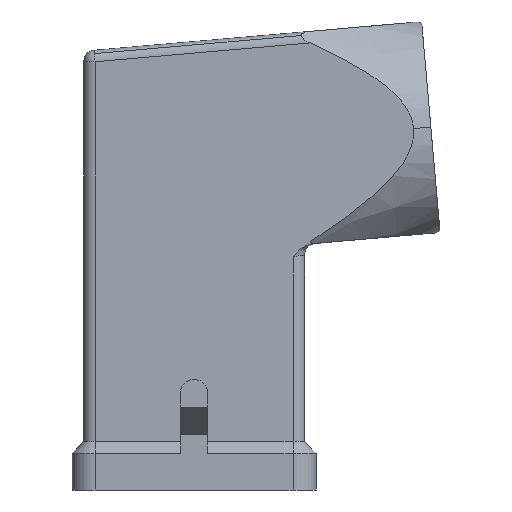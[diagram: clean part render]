
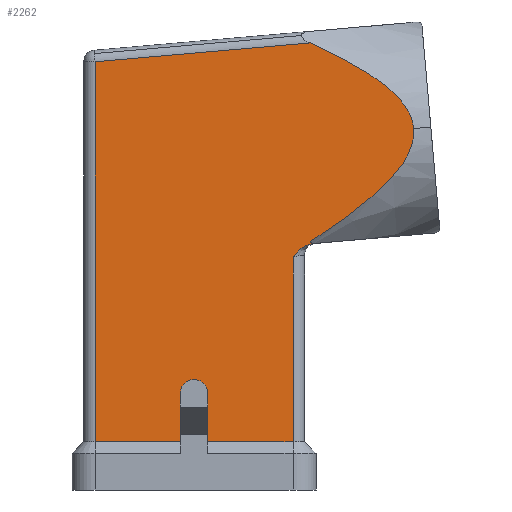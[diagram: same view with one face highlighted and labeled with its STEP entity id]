
A CAD part, front view. The second image highlights one B-rep face of the part: STEP entity #2262.
In plain terms, the highlighted planar face has unit normal (0, -1, 0).
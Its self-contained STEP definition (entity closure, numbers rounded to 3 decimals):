
#461=CARTESIAN_POINT('',(23.855,-12.,39.263));
#462=VERTEX_POINT('',#461);
#557=CARTESIAN_POINT('',(12.611,-12.,48.568));
#558=VERTEX_POINT('',#557);
#572=CARTESIAN_POINT('',(23.855,-12.,39.263));
#573=CARTESIAN_POINT('',(23.469,-12.,43.674));
#574=CARTESIAN_POINT('',(12.611,-12.,48.568));
#582=(BOUNDED_CURVE()B_SPLINE_CURVE(2,(#572,#573,#574),.UNSPECIFIED.,.F.,.U.)B_SPLINE_CURVE_WITH_KNOTS((3,3),(1.969,3.654),.UNSPECIFIED.)CURVE()GEOMETRIC_REPRESENTATION_ITEM()RATIONAL_B_SPLINE_CURVE((1.228,1.228,1.061))REPRESENTATION_ITEM(''));
#583=EDGE_CURVE('',#462,#558,#582,.T.);
#1212=CARTESIAN_POINT('',(-10.75,-12.,46.525));
#1213=VERTEX_POINT('',#1212);
#1487=CARTESIAN_POINT('',(-10.75,-12.,46.525));
#1488=DIRECTION('',(0.996,0.,0.087));
#1489=VECTOR('',#1488,23.45);
#1490=LINE('',#1487,#1489);
#1491=EDGE_CURVE('',#1213,#558,#1490,.T.);
#1599=CARTESIAN_POINT('',(12.718,-12.,26.742));
#1600=VERTEX_POINT('',#1599);
#1608=CARTESIAN_POINT('',(10.75,-12.,25.318));
#1609=VERTEX_POINT('',#1608);
#1610=CARTESIAN_POINT('',(12.718,-12.,26.742));
#1611=CARTESIAN_POINT('',(12.544,-12.,26.718));
#1612=CARTESIAN_POINT('',(12.355,-12.,26.664));
#1613=CARTESIAN_POINT('',(11.872,-12.,26.435));
#1614=CARTESIAN_POINT('',(11.631,-12.,26.246));
#1615=CARTESIAN_POINT('',(11.187,-12.,25.834));
#1616=CARTESIAN_POINT('',(10.97,-12.,25.578));
#1617=CARTESIAN_POINT('',(10.753,-12.,25.322));
#1618=CARTESIAN_POINT('',(10.752,-12.,25.32));
#1619=CARTESIAN_POINT('',(10.75,-12.,25.318));
#1620=B_SPLINE_CURVE_WITH_KNOTS('',3,(#1610,#1611,#1612,#1613,#1614,#1615,#1616,#1617,#1618,#1619),.UNSPECIFIED.,.F.,.U.,(4,2,2,2,4),(0.009,0.06,0.132,0.22,0.221),.UNSPECIFIED.);
#1621=EDGE_CURVE('',#1600,#1609,#1620,.T.);
#1696=CARTESIAN_POINT('',(12.694,-12.,27.013));
#1697=VERTEX_POINT('',#1696);
#1698=CARTESIAN_POINT('',(12.694,-12.,27.013));
#1699=CARTESIAN_POINT('',(24.268,-12.,34.542));
#1700=CARTESIAN_POINT('',(23.855,-12.,39.263));
#1708=(BOUNDED_CURVE()B_SPLINE_CURVE(2,(#1698,#1699,#1700),.UNSPECIFIED.,.F.,.U.)B_SPLINE_CURVE_WITH_KNOTS((3,3),(0.165,1.969),.UNSPECIFIED.)CURVE()GEOMETRIC_REPRESENTATION_ITEM()RATIONAL_B_SPLINE_CURVE((1.037,1.228,1.228))REPRESENTATION_ITEM(''));
#1709=EDGE_CURVE('',#1697,#462,#1708,.T.);
#1747=CARTESIAN_POINT('',(12.718,-12.,26.742));
#1748=DIRECTION('',(-0.087,0.0,0.996));
#1749=VECTOR('',#1748,0.272);
#1750=LINE('',#1747,#1749);
#1751=EDGE_CURVE('',#1600,#1697,#1750,.T.);
#2177=CARTESIAN_POINT('',(10.75,-12.,5.25));
#2178=VERTEX_POINT('',#2177);
#2193=CARTESIAN_POINT('',(10.75,-12.,5.25));
#2194=DIRECTION('',(0.0,0.0,1.0));
#2195=VECTOR('',#2194,20.068);
#2196=LINE('',#2193,#2195);
#2197=EDGE_CURVE('',#2178,#1609,#2196,.T.);
#2202=CARTESIAN_POINT('',(10.75,-12.,0.0));
#2203=DIRECTION('',(0.0,-1.0,0.0));
#2204=DIRECTION('',(0.0,0.0,-1.0));
#2205=AXIS2_PLACEMENT_3D('',#2202,#2203,#2204);
#2206=PLANE('',#2205);
#2207=CARTESIAN_POINT('',(-1.5,-12.,9.5));
#2208=VERTEX_POINT('',#2207);
#2209=CARTESIAN_POINT('',(1.5,-12.,9.5));
#2210=VERTEX_POINT('',#2209);
#2211=CARTESIAN_POINT('',(0.0,-12.,9.5));
#2212=DIRECTION('',(0.0,1.0,0.0));
#2213=DIRECTION('',(1.0,0.0,0.0));
#2214=AXIS2_PLACEMENT_3D('',#2211,#2212,#2213);
#2215=CIRCLE('',#2214,1.5);
#2216=EDGE_CURVE('',#2208,#2210,#2215,.T.);
#2217=ORIENTED_EDGE('',*,*,#2216,.T.);
#2218=CARTESIAN_POINT('',(1.5,-12.,5.25));
#2219=VERTEX_POINT('',#2218);
#2220=CARTESIAN_POINT('',(1.5,-12.,9.5));
#2221=DIRECTION('',(0.0,0.0,-1.0));
#2222=VECTOR('',#2221,4.25);
#2223=LINE('',#2220,#2222);
#2224=EDGE_CURVE('',#2210,#2219,#2223,.T.);
#2225=ORIENTED_EDGE('',*,*,#2224,.T.);
#2226=CARTESIAN_POINT('',(10.75,-12.,5.25));
#2227=DIRECTION('',(-1.0,0.0,0.0));
#2228=VECTOR('',#2227,9.25);
#2229=LINE('',#2226,#2228);
#2230=EDGE_CURVE('',#2178,#2219,#2229,.T.);
#2231=ORIENTED_EDGE('',*,*,#2230,.F.);
#2232=ORIENTED_EDGE('',*,*,#2197,.T.);
#2233=ORIENTED_EDGE('',*,*,#1621,.F.);
#2234=ORIENTED_EDGE('',*,*,#1751,.T.);
#2235=ORIENTED_EDGE('',*,*,#1709,.T.);
#2236=ORIENTED_EDGE('',*,*,#583,.T.);
#2237=ORIENTED_EDGE('',*,*,#1491,.F.);
#2238=CARTESIAN_POINT('',(-10.75,-12.,5.25));
#2239=VERTEX_POINT('',#2238);
#2240=CARTESIAN_POINT('',(-10.75,-12.,5.25));
#2241=DIRECTION('',(0.0,0.0,1.0));
#2242=VECTOR('',#2241,41.275);
#2243=LINE('',#2240,#2242);
#2244=EDGE_CURVE('',#2239,#1213,#2243,.T.);
#2245=ORIENTED_EDGE('',*,*,#2244,.F.);
#2246=CARTESIAN_POINT('',(-1.5,-12.,5.25));
#2247=VERTEX_POINT('',#2246);
#2248=CARTESIAN_POINT('',(-1.5,-12.,5.25));
#2249=DIRECTION('',(-1.0,0.0,0.0));
#2250=VECTOR('',#2249,9.25);
#2251=LINE('',#2248,#2250);
#2252=EDGE_CURVE('',#2247,#2239,#2251,.T.);
#2253=ORIENTED_EDGE('',*,*,#2252,.F.);
#2254=CARTESIAN_POINT('',(-1.5,-12.,5.25));
#2255=DIRECTION('',(0.0,0.0,1.0));
#2256=VECTOR('',#2255,4.25);
#2257=LINE('',#2254,#2256);
#2258=EDGE_CURVE('',#2247,#2208,#2257,.T.);
#2259=ORIENTED_EDGE('',*,*,#2258,.T.);
#2260=EDGE_LOOP('',(#2217,#2225,#2231,#2232,#2233,#2234,#2235,#2236,#2237,#2245,#2253,#2259));
#2261=FACE_OUTER_BOUND('',#2260,.T.);
#2262=ADVANCED_FACE('',(#2261),#2206,.T.);
